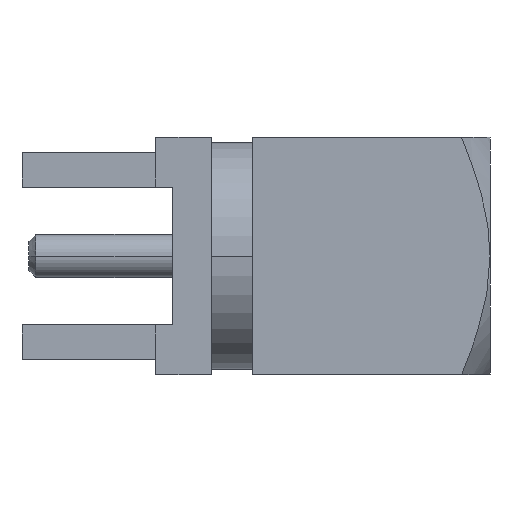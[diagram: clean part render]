
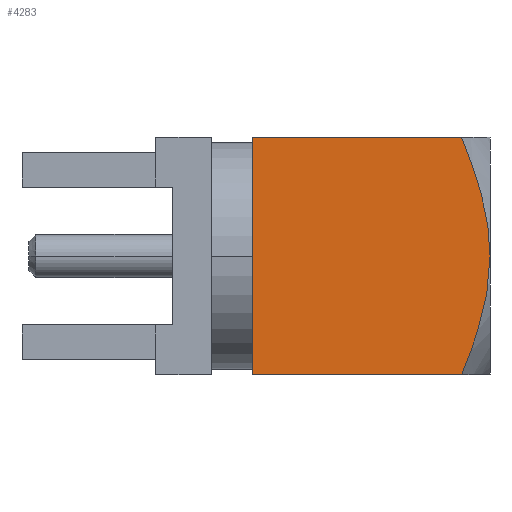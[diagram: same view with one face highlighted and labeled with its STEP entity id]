
A CAD part, left-side view. The second image highlights one B-rep face of the part: STEP entity #4283.
In plain terms, the highlighted planar face has unit normal (-1, 0, 0).
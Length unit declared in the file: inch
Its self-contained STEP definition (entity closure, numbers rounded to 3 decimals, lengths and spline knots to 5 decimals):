
#1458=DIRECTION('',(0.,1.,0.));
#1459=VECTOR('',#1458,0.24264);
#1460=CARTESIAN_POINT('',(-0.1378,-0.10484,
0.1378));
#1461=LINE('',#1460,#1459);
#1466=CARTESIAN_POINT('',(-0.1378,-0.1378,
0.));
#1467=CARTESIAN_POINT('',(-0.1378,-0.1378,
-0.0054));
#1468=CARTESIAN_POINT('',(-0.1378,-0.13743,
-0.01618));
#1469=CARTESIAN_POINT('',(-0.1378,-0.13581,
-0.03227));
#1470=CARTESIAN_POINT('',(-0.1378,-0.1332,
-0.04831));
#1471=CARTESIAN_POINT('',(-0.1378,-0.12967,
-0.06442));
#1472=CARTESIAN_POINT('',(-0.1378,-0.12522,
-0.0809));
#1473=CARTESIAN_POINT('',(-0.1378,-0.1198,
-0.09815));
#1474=CARTESIAN_POINT('',(-0.1378,-0.11324,
-0.11665));
#1475=CARTESIAN_POINT('',(-0.1378,-0.10781,
-0.13053));
#1476=CARTESIAN_POINT('',(-0.1378,-0.10484,
-0.1378));
#1478=DIRECTION('',(0.,1.,0.));
#1479=VECTOR('',#1478,0.24264);
#1480=CARTESIAN_POINT('',(-0.1378,-0.10484,
-0.1378));
#1481=LINE('',#1480,#1479);
#1482=DIRECTION('',(0.,0.,1.));
#1483=VECTOR('',#1482,0.27559);
#1484=CARTESIAN_POINT('',(-0.1378,0.1378,
-0.1378));
#1485=LINE('',#1484,#1483);
#1486=CARTESIAN_POINT('',(-0.1378,-0.10484,
0.1378));
#1487=CARTESIAN_POINT('',(-0.1378,-0.10787,
0.13039));
#1488=CARTESIAN_POINT('',(-0.1378,-0.11338,
0.11626));
#1489=CARTESIAN_POINT('',(-0.1378,-0.12002,
0.0975));
#1490=CARTESIAN_POINT('',(-0.1378,-0.12545,
0.08015));
#1491=CARTESIAN_POINT('',(-0.1378,-0.12985,
0.06368));
#1492=CARTESIAN_POINT('',(-0.1378,-0.13332,
0.04766));
#1493=CARTESIAN_POINT('',(-0.1378,-0.13587,
0.03179));
#1494=CARTESIAN_POINT('',(-0.1378,-0.13744,
0.01592));
#1495=CARTESIAN_POINT('',(-0.1378,-0.1378,
0.00531));
#1496=CARTESIAN_POINT('',(-0.1378,-0.1378,
0.));
#1518=CARTESIAN_POINT('',(-0.1378,-0.10484,
-0.1378));
#2307=CARTESIAN_POINT('',(-0.1378,0.1378,
-0.1378));
#2309=VERTEX_POINT('',#2307);
#2314=CARTESIAN_POINT('',(-0.1378,0.1378,
0.1378));
#2315=VERTEX_POINT('',#2314);
#2436=CARTESIAN_POINT('',(-0.1378,-0.1378,
0.));
#2437=VERTEX_POINT('',#2436);
#2439=VERTEX_POINT('',#1518);
#2440=VERTEX_POINT('',#1486);
#4268=CARTESIAN_POINT('',(-0.1378,-0.1378,
-0.1378));
#4269=DIRECTION('',(-1.,0.,0.));
#4270=DIRECTION('',(0.,0.,1.));
#4271=AXIS2_PLACEMENT_3D('',#4268,#4269,#4270);
#4272=PLANE('',#4271);
#4274=ORIENTED_EDGE('',*,*,#4273,.T.);
#4276=ORIENTED_EDGE('',*,*,#4275,.T.);
#4278=ORIENTED_EDGE('',*,*,#4277,.T.);
#4279=ORIENTED_EDGE('',*,*,#4247,.F.);
#4280=ORIENTED_EDGE('',*,*,#4260,.T.);
#4281=EDGE_LOOP('',(#4274,#4276,#4278,#4279,#4280));
#4282=FACE_OUTER_BOUND('',#4281,.F.);
#4283=ADVANCED_FACE('',(#4282),#4272,.T.);
#1477=B_SPLINE_CURVE_WITH_KNOTS('',3,(#1466,#1467,#1468,#1469,#1470,#1471,#1472,
#1473,#1474,#1475,#1476),.UNSPECIFIED.,.F.,.F.,(4,1,1,1,1,1,1,1,4),(0.,
0.125,0.25,0.375,0.5,0.625,0.75,0.875,1.),.UNSPECIFIED.);
#1497=B_SPLINE_CURVE_WITH_KNOTS('',3,(#1486,#1487,#1488,#1489,#1490,#1491,#1492,
#1493,#1494,#1495,#1496),.UNSPECIFIED.,.F.,.F.,(4,1,1,1,1,1,1,1,4),(0.,
0.125,0.25,0.375,0.5,0.625,0.75,0.875,1.),.UNSPECIFIED.);
#4247=EDGE_CURVE('',#2440,#2315,#1461,.T.);
#4260=EDGE_CURVE('',#2440,#2437,#1497,.T.);
#4273=EDGE_CURVE('',#2437,#2439,#1477,.T.);
#4275=EDGE_CURVE('',#2439,#2309,#1481,.T.);
#4277=EDGE_CURVE('',#2309,#2315,#1485,.T.);
